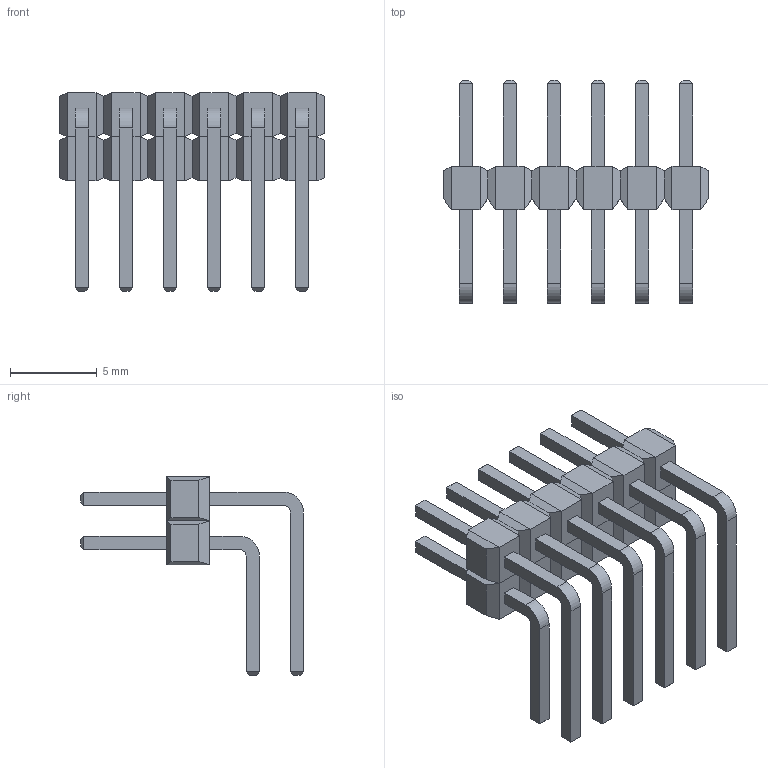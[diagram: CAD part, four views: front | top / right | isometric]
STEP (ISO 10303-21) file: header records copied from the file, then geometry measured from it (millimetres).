
FILE_DESCRIPTION(('STEP AP214'),'1');
FILE_NAME('CON12_2X6_P100RM_HDR_TYC','2025-12-25T04:27:34',(''),(''),'','','');
FILE_SCHEMA(('AUTOMOTIVE_DESIGN'));
Length unit declared in the file: millimetre
Products named in the file (1): product
Bounding box: 15.24 x 12.83 x 11.43 mm (x, y, z)
Volume: 295.3 mm3; surface area: 981.5 mm2
Topology: 26 solids, 26 shells, 436 faces, 920 edges, 536 vertices
Faces by surface type: plane 412, cylinder 24
Entity records: 10814 total; most frequent: DIRECTION 1842, ORIENTED_EDGE 1840, CARTESIAN_POINT 997, EDGE_CURVE 920, LINE 872, VECTOR 872, VERTEX_POINT 536, AXIS2_PLACEMENT_3D 485
